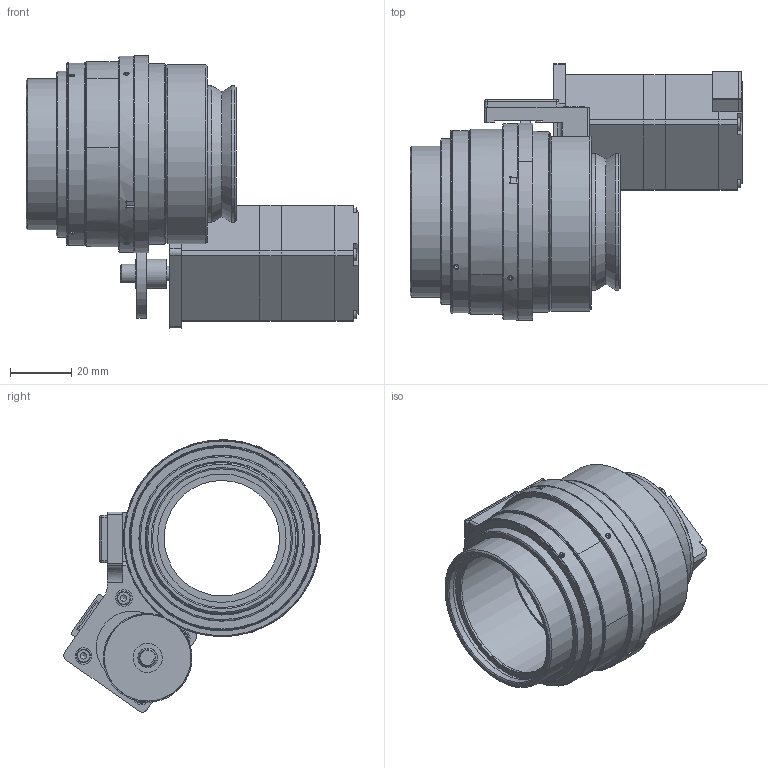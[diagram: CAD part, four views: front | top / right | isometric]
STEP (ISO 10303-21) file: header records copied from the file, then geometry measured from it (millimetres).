
FILE_DESCRIPTION(/* description */ (''),/* implementation_level */ '2;1');
FILE_NAME(/* name */ '81205M5_0.stp',/* time_stamp */ '2019-01-02T11:26:51-05:00',/* author */ ('BONAFEDE'),/* organization */ ('NAVITAR'),/* preprocessor_version */ 'ST-DEVELOPER v17',/* originating_system */ 'Autodesk Inventor 2019',/* authorisation */ '');
FILE_SCHEMA (('AUTOMOTIVE_DESIGN { 1 0 10303 214 3 1 1 }'));
Length unit declared in the file: inch
Products named in the file (1): Part18
Bounding box: 108.14 x 83.63 x 88.8 mm (x, y, z)
Volume: 113299.4 mm3; surface area: 74582.2 mm2
Topology: 5 solids, 21 shells, 984 faces, 2618 edges, 1771 vertices
Faces by surface type: plane 594, cylinder 228, bspline 78, cone 72, sphere 7, torus 5
Full cylindrical faces by diameter (mm): 0.35 x5, 0.5 x5, 1.146 x3, 1.702 x15, 1.854 x4, 1.93 x4, 2.159 x1, 2.184 x3, 2.375 x1, 2.438 x2, 2.464 x2, 2.5 x8, 2.997 x4, 3 x2, 3.404 x2, 3.556 x3, 3.785 x1, 4 x4, 4.267 x2, 4.5 x4, 4.75 x1, 5 x1, 5.004 x1, 5.41 x4, 6.35 x1, 9.525 x2, 10 x1, 11.1 x1, 22 x1, 23.622 x1
Entity records: 33598 total; most frequent: CARTESIAN_POINT 7794, ORIENTED_EDGE 5224, DIRECTION 4902, EDGE_CURVE 2615, VERTEX_POINT 1771, AXIS2_PLACEMENT_3D 1641, LINE 1620, VECTOR 1620
